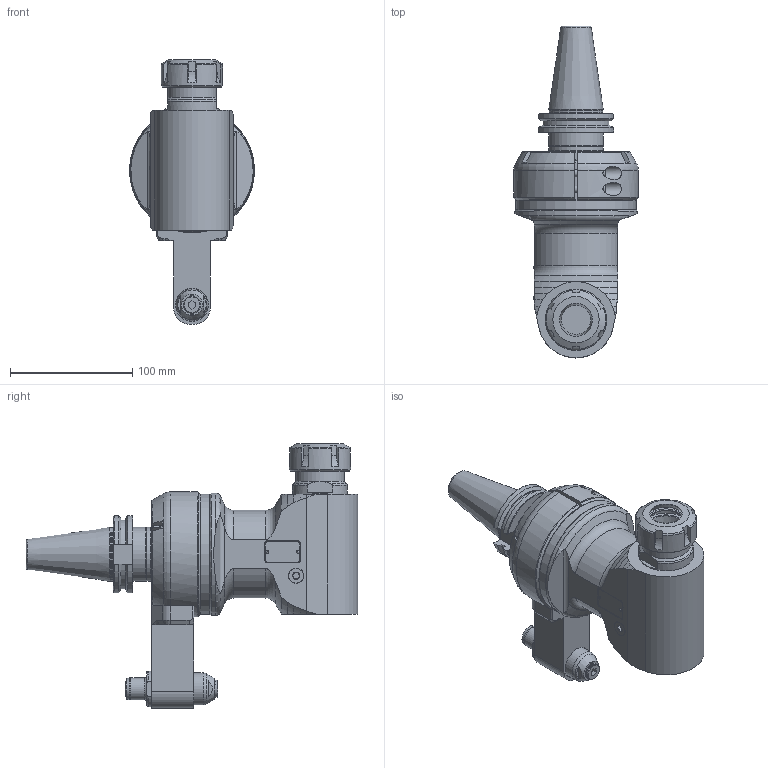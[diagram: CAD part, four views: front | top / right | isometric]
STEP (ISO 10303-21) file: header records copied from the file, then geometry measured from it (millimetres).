
FILE_DESCRIPTION(/* description */ (''),/* implementation_level */ '2;1');
FILE_NAME(/* name */ '9.F90.20S00-9C40.stp',/* time_stamp */ '2024-05-02T11:08:27-04:00',/* author */ ('jkrenzer'),/* organization */ (''),/* preprocessor_version */ 'ST-DEVELOPER v18.1',/* originating_system */ 'Autodesk Inventor 2022',/* authorisation */ '');
FILE_SCHEMA (('AUTOMOTIVE_DESIGN { 1 0 10303 214 3 1 1 }'));
Length unit declared in the file: millimetre
Products named in the file (3): 9.F90.20S00-9C40; 9_F90_20S00; 9GA11C_441   (Type 1, Cat40, 110mm)
Assembly tree (2 placements, depth 2):
  9.F90.20S00-9C40
    9_F90_20S00
    9GA11C_441   (Type 1, Cat40, 110mm)
Bounding box: 102 x 271.25 x 216.5 mm (x, y, z)
Volume: 1229211.9 mm3; surface area: 173908.3 mm2
Topology: 7 solids, 8 shells, 666 faces, 1873 edges, 1287 vertices
Faces by surface type: plane 293, cylinder 163, cone 138, torus 42, bspline 26, sphere 4
Full cylindrical faces by diameter (mm): 2.5 x3, 2.6 x2, 3 x2, 3.2 x4, 3.3 x2, 4.2 x4, 5 x2, 6 x2, 6.5 x3, 7 x2, 8 x1, 8.821 x1, 9 x1, 9.2 x1, 9.525 x1, 10 x4, 10.4 x2, 11 x2, 12 x4, 12.5 x3, 12.8 x1, 13 x1, 13.376 x1, 14 x1, 16.281 x1, 16.8 x1, 18 x2, 19 x1, 21.8 x1, 22.6 x1
Entity records: 29164 total; most frequent: CARTESIAN_POINT 12001, ORIENTED_EDGE 3708, DIRECTION 3424, EDGE_CURVE 1854, VERTEX_POINT 1287, AXIS2_PLACEMENT_3D 1268, LINE 888, VECTOR 888
